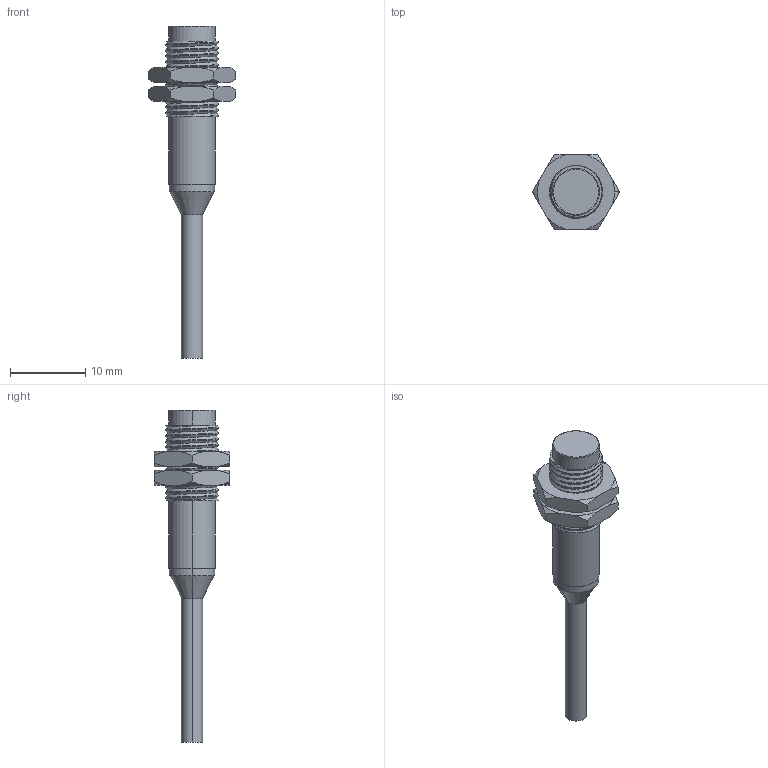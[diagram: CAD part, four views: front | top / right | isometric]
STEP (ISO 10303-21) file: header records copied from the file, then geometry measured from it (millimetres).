
FILE_DESCRIPTION (( 'STEP AP214' ), '1' );
FILE_NAME ('MR-P13.STEP', '2015-09-23T06:06:13', ( '' ), ( '' ), 'SwSTEP 2.0', 'SolidWorks 2013', '' );
FILE_SCHEMA (( 'AUTOMOTIVE_DESIGN' ));
Length unit declared in the file: millimetre
Products named in the file (1): MR-P13
Bounding box: 11.55 x 10 x 44 mm (x, y, z)
Volume: 1077.6 mm3; surface area: 1152.8 mm2
Topology: 3 solids, 3 shells, 96 faces, 250 edges, 164 vertices
Faces by surface type: cylinder 40, cone 30, plane 22, torus 2, bspline 2
Entity records: 5208 total; most frequent: CARTESIAN_POINT 2432, ORIENTED_EDGE 500, DIRECTION 389, EDGE_CURVE 250, VERTEX_POINT 164, AXIS2_PLACEMENT_3D 154, EDGE_LOOP 104, FACE_OUTER_BOUND 96
